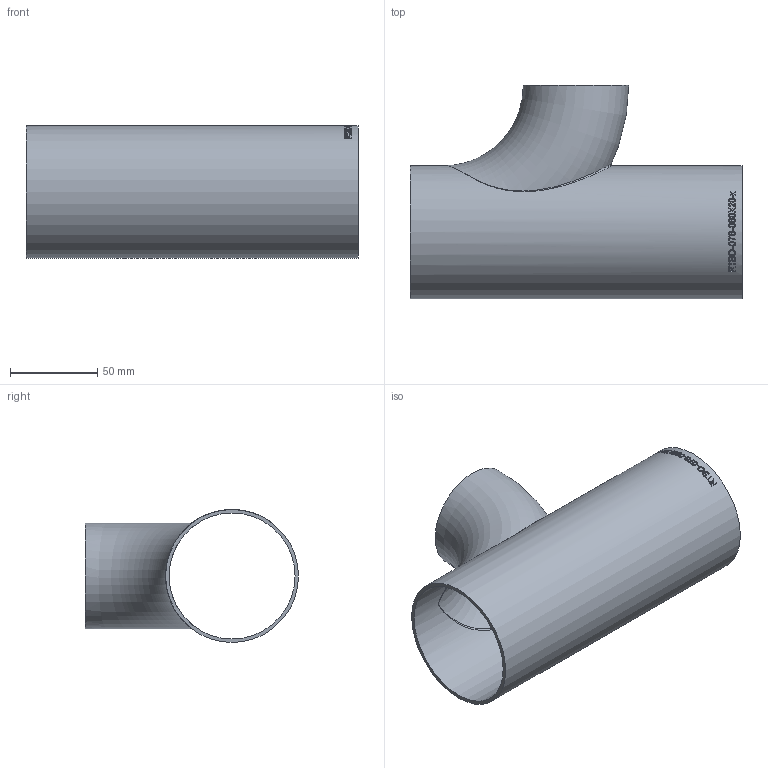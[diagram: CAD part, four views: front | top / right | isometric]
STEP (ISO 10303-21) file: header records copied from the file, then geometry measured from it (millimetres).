
FILE_DESCRIPTION (( 'STEP AP214' ), '1' );
FILE_NAME ('RTBO-076-060X20-x T-Bogen reduziert 2005.STEP', '2020-05-22T07:04:53', ( '' ), ( '' ), 'SwSTEP 2.0', 'SolidWorks 2019', '' );
FILE_SCHEMA (( 'AUTOMOTIVE_DESIGN' ));
Length unit declared in the file: millimetre
Products named in the file (1): RTBO-076-060X20-x T-Bogen reduziert 2005
Bounding box: 190 x 121.94 x 76.1 mm (x, y, z)
Volume: 100720.5 mm3; surface area: 104084.5 mm2
Topology: 1 solids, 1 shells, 226 faces, 589 edges, 393 vertices
Faces by surface type: bspline 138, plane 57, cylinder 29, torus 2
Full cylindrical faces by diameter (mm): 72.1 x1, 76.1 x1
Entity records: 32900 total; most frequent: CARTESIAN_POINT 26252, ORIENTED_EDGE 1160, EDGE_CURVE 580, B_SPLINE_CURVE_WITH_KNOTS 429, DIRECTION 405, VERTEX_POINT 390, EDGE_LOOP 264, FACE_OUTER_BOUND 232
